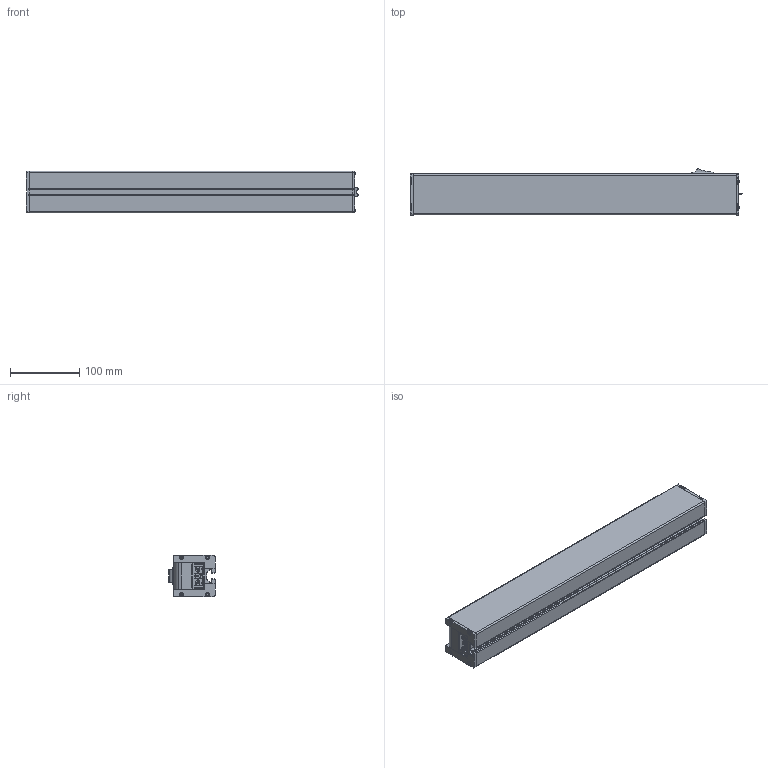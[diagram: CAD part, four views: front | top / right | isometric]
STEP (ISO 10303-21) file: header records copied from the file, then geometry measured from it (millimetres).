
FILE_DESCRIPTION(/* description */ ('STEP AP203'),/* implementation_level */ '2;1');
FILE_NAME(/* name */ '6SL1040DIE.476',/* time_stamp */ '2024-03-04T13:29:36+01:00',/* author */ ('License CC BY-ND 4.0'),/* organization */ ('CADENAS'),/* preprocessor_version */ 'ST-DEVELOPER v19.3',/* originating_system */ 'PARTsolutions',/* authorisation */ ' ');
FILE_SCHEMA (('CONFIG_CONTROL_DESIGN'));
Length unit declared in the file: millimetre
Products named in the file (5): 6SL1040DIE.476; 2b; 2s; 2s1; 2sw
Assembly tree (4 placements, depth 2):
  6SL1040DIE.476
    2b
    2s
    2s1
    2sw
Bounding box: 480.88 x 66.79 x 60 mm (x, y, z)
Volume: 1593520 mm3; surface area: 176910.2 mm2
Topology: 4 solids, 4 shells, 712 faces, 1964 edges, 1270 vertices
Faces by surface type: plane 430, cylinder 254, torus 16, sphere 12
Full cylindrical faces by diameter (mm): 2.7 x6
Entity records: 24320 total; most frequent: DIRECTION 3986, CARTESIAN_POINT 3887, ORIENTED_EDGE 3838, EDGE_CURVE 1919, AXIS2_PLACEMENT_3D 1350, LINE 1286, VECTOR 1286, VERTEX_POINT 1251
